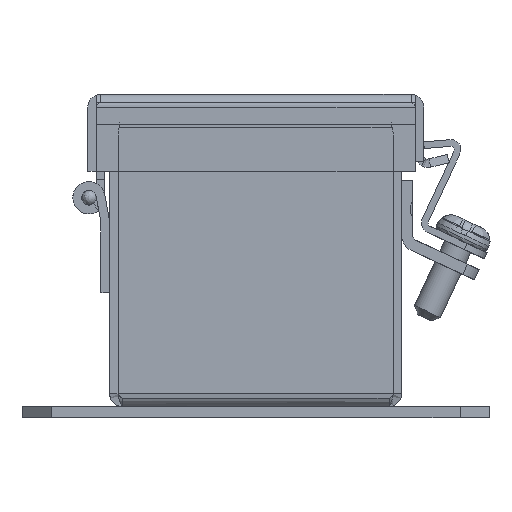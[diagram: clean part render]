
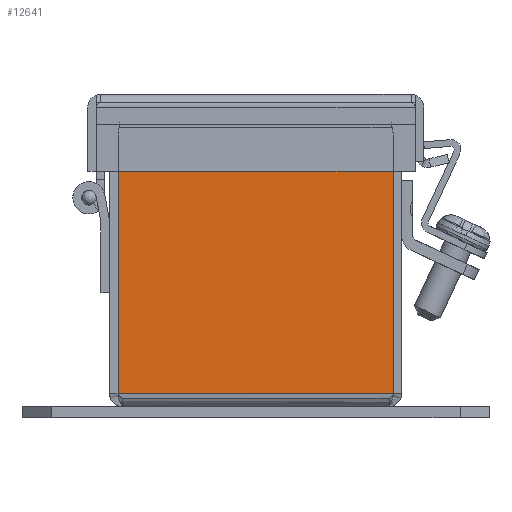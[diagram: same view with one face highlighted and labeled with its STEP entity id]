
A CAD part, left-side view. The second image highlights one B-rep face of the part: STEP entity #12641.
In plain terms, the highlighted planar face has unit normal (-1, 0, 0).
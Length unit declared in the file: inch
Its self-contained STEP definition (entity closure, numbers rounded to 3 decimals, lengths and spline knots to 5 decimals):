
#49 = EDGE_LOOP ( 'NONE', ( #8820, #1508, #6924, #6870, #1147, #4278 ) ) ;
#198 = CARTESIAN_POINT ( 'NONE',  ( -24., 8.156, 2.392 ) ) ;
#393 = VECTOR ( 'NONE', #18022, 39.37008 ) ;
#1147 = ORIENTED_EDGE ( 'NONE', *, *, #13444, .F. ) ;
#1167 = VECTOR ( 'NONE', #2725, 39.37008 ) ;
#1508 = ORIENTED_EDGE ( 'NONE', *, *, #2341, .F. ) ;
#2341 = EDGE_CURVE ( 'NONE', #14164, #8493, #14640, .T. ) ;
#2719 = CARTESIAN_POINT ( 'NONE',  ( -24., 1.16796, 2.392 ) ) ;
#2725 = DIRECTION ( 'NONE',  ( 0., 0., 1. ) ) ;
#2910 = FACE_OUTER_BOUND ( 'NONE', #49, .T. ) ;
#3459 = VECTOR ( 'NONE', #9085, 39.37008 ) ;
#3675 = LINE ( 'NONE', #13978, #18850 ) ;
#4092 = AXIS2_PLACEMENT_3D ( 'NONE', #7589, #14642, #16352 ) ;
#4154 = CARTESIAN_POINT ( 'NONE',  ( -24., 1.17789, 0. ) ) ;
#4278 = ORIENTED_EDGE ( 'NONE', *, *, #11602, .F. ) ;
#4759 = EDGE_CURVE ( 'NONE', #12872, #6033, #3675, .T. ) ;
#4934 = VERTEX_POINT ( 'NONE', #2719 ) ;
#5460 = VERTEX_POINT ( 'NONE', #15531 ) ;
#5486 = DIRECTION ( 'NONE',  ( 0., 0., 1. ) ) ;
#5760 = CARTESIAN_POINT ( 'NONE',  ( -24., 1.17789, 0.108 ) ) ;
#5971 = DIRECTION ( 'NONE',  ( 1., 0., 0. ) ) ;
#6033 = VERTEX_POINT ( 'NONE', #6234 ) ;
#6234 = CARTESIAN_POINT ( 'NONE',  ( -24., -1.17789, 2.32223 ) ) ;
#6471 = CIRCLE ( 'NONE', #17141, 0.25 ) ;
#6870 = ORIENTED_EDGE ( 'NONE', *, *, #4759, .T. ) ;
#6924 = ORIENTED_EDGE ( 'NONE', *, *, #17541, .F. ) ;
#7050 = CARTESIAN_POINT ( 'NONE',  ( -24., 0.92789, 2.32223 ) ) ;
#7496 = PLANE ( 'NONE',  #4092 ) ;
#7589 = CARTESIAN_POINT ( 'NONE',  ( -24., 8.156, 0. ) ) ;
#7724 = DIRECTION ( 'NONE',  ( 1., 0., 0. ) ) ;
#8493 = VERTEX_POINT ( 'NONE', #9537 ) ;
#8820 = ORIENTED_EDGE ( 'NONE', *, *, #10482, .F. ) ;
#9085 = DIRECTION ( 'NONE',  ( 0., -1., 0. ) ) ;
#9148 = DIRECTION ( 'NONE',  ( 0., -1., 0. ) ) ;
#9536 = LINE ( 'NONE', #12195, #393 ) ;
#9537 = CARTESIAN_POINT ( 'NONE',  ( -24., 1.17789, 2.32223 ) ) ;
#9768 = CIRCLE ( 'NONE', #15556, 0.25 ) ;
#10482 = EDGE_CURVE ( 'NONE', #8493, #4934, #6471, .T. ) ;
#11602 = EDGE_CURVE ( 'NONE', #4934, #5460, #12116, .T. ) ;
#12082 = CARTESIAN_POINT ( 'NONE',  ( -24., -0.92789, 2.32223 ) ) ;
#12116 = LINE ( 'NONE', #198, #3459 ) ;
#12195 = CARTESIAN_POINT ( 'NONE',  ( -24., -1.142, 0.108 ) ) ;
#12641 = ADVANCED_FACE ( 'NONE', ( #2910 ), #7496, .F. ) ;
#12872 = VERTEX_POINT ( 'NONE', #13677 ) ;
#13444 = EDGE_CURVE ( 'NONE', #5460, #6033, #9768, .T. ) ;
#13677 = CARTESIAN_POINT ( 'NONE',  ( -24., -1.17789, 0.108 ) ) ;
#13978 = CARTESIAN_POINT ( 'NONE',  ( -24., -1.17789, 0.108 ) ) ;
#14164 = VERTEX_POINT ( 'NONE', #5760 ) ;
#14288 = DIRECTION ( 'NONE',  ( 0., 0., -1. ) ) ;
#14640 = LINE ( 'NONE', #4154, #1167 ) ;
#14642 = DIRECTION ( 'NONE',  ( 1., 0., 0. ) ) ;
#15531 = CARTESIAN_POINT ( 'NONE',  ( -24., -1.16796, 2.392 ) ) ;
#15556 = AXIS2_PLACEMENT_3D ( 'NONE', #12082, #7724, #9148 ) ;
#16352 = DIRECTION ( 'NONE',  ( 0., -1., 0. ) ) ;
#17141 = AXIS2_PLACEMENT_3D ( 'NONE', #7050, #5971, #14288 ) ;
#17541 = EDGE_CURVE ( 'NONE', #12872, #14164, #9536, .T. ) ;
#18022 = DIRECTION ( 'NONE',  ( 0., 1., 0. ) ) ;
#18850 = VECTOR ( 'NONE', #5486, 39.37008 ) ;
